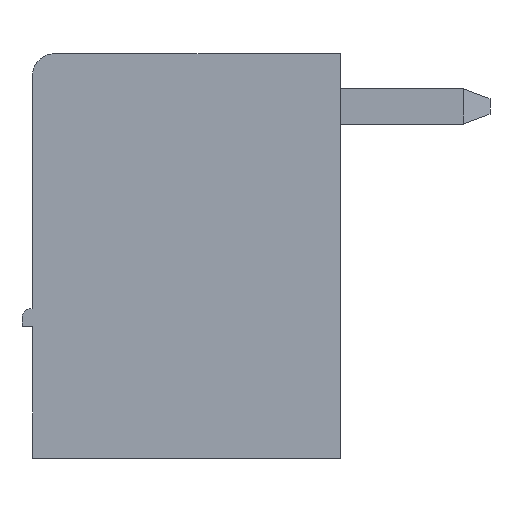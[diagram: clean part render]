
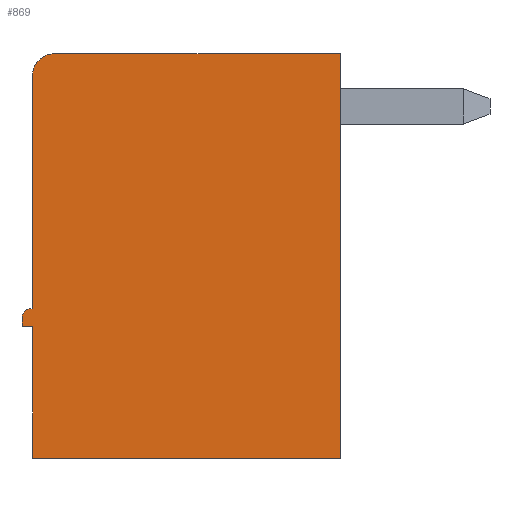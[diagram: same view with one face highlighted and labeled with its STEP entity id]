
A CAD part, left-side view. The second image highlights one B-rep face of the part: STEP entity #869.
In plain terms, the highlighted planar face has unit normal (-1, 0, 0).
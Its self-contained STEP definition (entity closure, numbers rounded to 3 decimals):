
#129=CIRCLE('',#8386,0.2);
#130=CIRCLE('',#8387,0.5);
#475=FACE_OUTER_BOUND('',#1688,.T.);
#869=ADVANCED_FACE('',(#475),#1262,.T.);
#1262=PLANE('',#8388);
#1688=EDGE_LOOP('',(#3669,#3670,#3671,#3672,#3673,#3674,#3675,#3676,#3677,
#3678));
#3669=ORIENTED_EDGE('',*,*,#5718,.F.);
#3670=ORIENTED_EDGE('',*,*,#5719,.F.);
#3671=ORIENTED_EDGE('',*,*,#5720,.F.);
#3672=ORIENTED_EDGE('',*,*,#5721,.F.);
#3673=ORIENTED_EDGE('',*,*,#5722,.F.);
#3674=ORIENTED_EDGE('',*,*,#5723,.F.);
#3675=ORIENTED_EDGE('',*,*,#5724,.F.);
#3676=ORIENTED_EDGE('',*,*,#4975,.F.);
#3677=ORIENTED_EDGE('',*,*,#5725,.F.);
#3678=ORIENTED_EDGE('',*,*,#5726,.F.);
#4231=VERTEX_POINT('',#10870);
#4233=VERTEX_POINT('',#10874);
#4653=VERTEX_POINT('',#12383);
#4654=VERTEX_POINT('',#12384);
#4655=VERTEX_POINT('',#12386);
#4656=VERTEX_POINT('',#12388);
#4657=VERTEX_POINT('',#12390);
#4658=VERTEX_POINT('',#12392);
#4659=VERTEX_POINT('',#12394);
#4660=VERTEX_POINT('',#12397);
#4975=EDGE_CURVE('',#4233,#4231,#6096,.T.);
#5718=EDGE_CURVE('',#4653,#4654,#6827,.T.);
#5719=EDGE_CURVE('',#4655,#4653,#6828,.T.);
#5720=EDGE_CURVE('',#4656,#4655,#129,.T.);
#5721=EDGE_CURVE('',#4657,#4656,#6829,.T.);
#5722=EDGE_CURVE('',#4658,#4657,#6830,.T.);
#5723=EDGE_CURVE('',#4659,#4658,#6831,.T.);
#5724=EDGE_CURVE('',#4231,#4659,#6832,.T.);
#5725=EDGE_CURVE('',#4660,#4233,#6833,.T.);
#5726=EDGE_CURVE('',#4654,#4660,#130,.T.);
#6096=LINE('',#10875,#7187);
#6827=LINE('',#12382,#7918);
#6828=LINE('',#12385,#7919);
#6829=LINE('',#12389,#7920);
#6830=LINE('',#12391,#7921);
#6831=LINE('',#12393,#7922);
#6832=LINE('',#12395,#7923);
#6833=LINE('',#12396,#7924);
#7187=VECTOR('',#8702,1.);
#7918=VECTOR('',#10123,1.);
#7919=VECTOR('',#10124,1.);
#7920=VECTOR('',#10127,1.);
#7921=VECTOR('',#10128,1.);
#7922=VECTOR('',#10129,1.);
#7923=VECTOR('',#10130,1.);
#7924=VECTOR('',#10131,1.);
#8386=AXIS2_PLACEMENT_3D('',#12387,#10125,#10126);
#8387=AXIS2_PLACEMENT_3D('',#12398,#10132,#10133);
#8388=AXIS2_PLACEMENT_3D('',#12399,#10134,#10135);
#8702=DIRECTION('',(0.,0.,-1.));
#10123=DIRECTION('',(0.,0.,1.));
#10124=DIRECTION('',(0.,-1.,0.));
#10125=DIRECTION('',(1.,0.,0.));
#10126=DIRECTION('',(0.,1.,0.));
#10127=DIRECTION('',(0.,0.,1.));
#10128=DIRECTION('',(0.,1.,0.));
#10129=DIRECTION('',(0.,0.,1.));
#10130=DIRECTION('',(0.,1.,0.));
#10131=DIRECTION('',(0.,-1.,0.));
#10132=DIRECTION('',(1.,0.,0.));
#10133=DIRECTION('',(0.,1.,0.));
#10134=DIRECTION('',(-1.,0.,0.));
#10135=DIRECTION('',(0.,0.,1.));
#10870=CARTESIAN_POINT('',(16.67,0.05,170.8));
#10874=CARTESIAN_POINT('',(16.67,0.05,180.));
#10875=CARTESIAN_POINT('',(16.67,0.05,180.));
#12382=CARTESIAN_POINT('',(16.67,7.05,174.2));
#12383=CARTESIAN_POINT('',(16.67,7.05,174.2));
#12384=CARTESIAN_POINT('',(16.67,7.05,179.5));
#12385=CARTESIAN_POINT('',(16.67,7.09,174.2));
#12386=CARTESIAN_POINT('',(16.67,7.09,174.2));
#12387=CARTESIAN_POINT('',(16.67,7.09,174.));
#12388=CARTESIAN_POINT('',(16.67,7.29,174.));
#12389=CARTESIAN_POINT('',(16.67,7.29,173.8));
#12390=CARTESIAN_POINT('',(16.67,7.29,173.8));
#12391=CARTESIAN_POINT('',(16.67,7.05,173.8));
#12392=CARTESIAN_POINT('',(16.67,7.05,173.8));
#12393=CARTESIAN_POINT('',(16.67,7.05,170.8));
#12394=CARTESIAN_POINT('',(16.67,7.05,170.8));
#12395=CARTESIAN_POINT('',(16.67,0.05,170.8));
#12396=CARTESIAN_POINT('',(16.67,6.55,180.));
#12397=CARTESIAN_POINT('',(16.67,6.55,180.));
#12398=CARTESIAN_POINT('',(16.67,6.55,179.5));
#12399=CARTESIAN_POINT('',(16.67,3.55,170.8));
